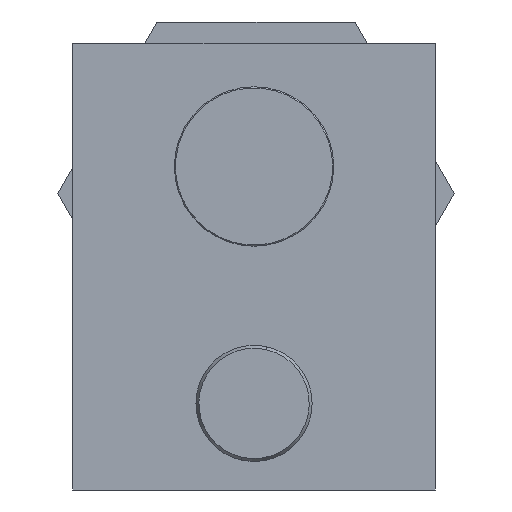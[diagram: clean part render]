
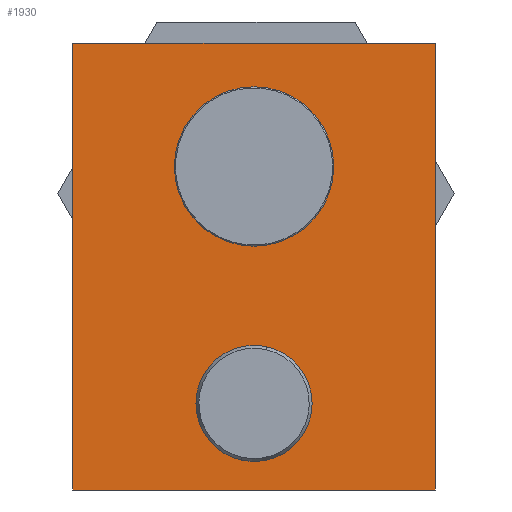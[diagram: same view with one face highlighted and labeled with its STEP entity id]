
A CAD part, front view. The second image highlights one B-rep face of the part: STEP entity #1930.
In plain terms, the highlighted planar face has unit normal (0, -1, 0).
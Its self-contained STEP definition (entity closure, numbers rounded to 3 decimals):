
#1232 = CARTESIAN_POINT ( 'NONE',  ( 0., 0., -6.9 ) ) ;
#1233 = CARTESIAN_POINT ( 'NONE',  ( 0., 0., -17.1 ) ) ;
#1234 = DIRECTION ( 'NONE',  ( 0., 0., 1. ) ) ;
#1235 = DIRECTION ( 'NONE',  ( 0., 1., 0. ) ) ;
#1236 = CARTESIAN_POINT ( 'NONE',  ( 0., 0., -12. ) ) ;
#1237 = AXIS2_PLACEMENT_3D ( 'NONE', #1236, #1235, #1234 ) ;
#1241 = CIRCLE ( 'NONE', #1237, 5.1 ) ;
#1256 = AXIS2_PLACEMENT_3D ( 'NONE', #1299, #1332, #1331 ) ;
#1257 = CIRCLE ( 'NONE', #1256, 7. ) ;
#1258 = CARTESIAN_POINT ( 'NONE',  ( 0., 0., 1.8 ) ) ;
#1299 = CARTESIAN_POINT ( 'NONE',  ( 0., 0., 8.8 ) ) ;
#1330 = CARTESIAN_POINT ( 'NONE',  ( 0., 0., 15.8 ) ) ;
#1331 = DIRECTION ( 'NONE',  ( 0., 0., 1. ) ) ;
#1332 = DIRECTION ( 'NONE',  ( 0., 1., 0. ) ) ;
#1372 = DIRECTION ( 'NONE',  ( 0., 1., 0. ) ) ;
#1386 = CARTESIAN_POINT ( 'NONE',  ( 15.9, 0., -19.6 ) ) ;
#1409 = DIRECTION ( 'NONE',  ( 1., 0., 0. ) ) ;
#1410 = VECTOR ( 'NONE', #1409, 1000. ) ;
#1411 = CARTESIAN_POINT ( 'NONE',  ( -15.9, 0., 19.6 ) ) ;
#1412 = LINE ( 'NONE', #1411, #1410 ) ;
#1413 = DIRECTION ( 'NONE',  ( 1., 0., 0. ) ) ;
#1414 = CARTESIAN_POINT ( 'NONE',  ( 0., 0., 8.8 ) ) ;
#1415 = AXIS2_PLACEMENT_3D ( 'NONE', #1414, #1372, #1671 ) ;
#1416 = CIRCLE ( 'NONE', #1415, 7. ) ;
#1417 = DIRECTION ( 'NONE',  ( 0., 0., 1. ) ) ;
#1418 = DIRECTION ( 'NONE',  ( 0., 1., 0. ) ) ;
#1419 = AXIS2_PLACEMENT_3D ( 'NONE', #1424, #1418, #1417 ) ;
#1420 = CIRCLE ( 'NONE', #1419, 5.1 ) ;
#1421 = DIRECTION ( 'NONE',  ( 0., 0., 1. ) ) ;
#1422 = DIRECTION ( 'NONE',  ( 0., 1., 0. ) ) ;
#1423 = CARTESIAN_POINT ( 'NONE',  ( -15.9, 0., 19.6 ) ) ;
#1424 = CARTESIAN_POINT ( 'NONE',  ( 0., 0., -12. ) ) ;
#1425 = AXIS2_PLACEMENT_3D ( 'NONE', #1423, #1422, #1421 ) ;
#1426 = PLANE ( 'NONE',  #1425 ) ;
#1427 = FACE_OUTER_BOUND ( 'NONE', #1939, .T. ) ;
#1428 = FACE_BOUND ( 'NONE', #1935, .T. ) ;
#1429 = FACE_BOUND ( 'NONE', #1931, .T. ) ;
#1434 = CARTESIAN_POINT ( 'NONE',  ( -15.9, 0., 19.6 ) ) ;
#1435 = DIRECTION ( 'NONE',  ( 0., 0., -1. ) ) ;
#1436 = VECTOR ( 'NONE', #1435, 1000. ) ;
#1437 = CARTESIAN_POINT ( 'NONE',  ( -15.9, 0., 19.6 ) ) ;
#1438 = LINE ( 'NONE', #1437, #1436 ) ;
#1439 = CARTESIAN_POINT ( 'NONE',  ( -15.9, 0., -19.6 ) ) ;
#1466 = DIRECTION ( 'NONE',  ( 0., 0., -1. ) ) ;
#1467 = VECTOR ( 'NONE', #1466, 1000. ) ;
#1468 = CARTESIAN_POINT ( 'NONE',  ( 15.9, 0., 19.6 ) ) ;
#1469 = LINE ( 'NONE', #1468, #1467 ) ;
#1470 = CARTESIAN_POINT ( 'NONE',  ( 15.9, 0., 19.6 ) ) ;
#1620 = VECTOR ( 'NONE', #1413, 1000. ) ;
#1621 = CARTESIAN_POINT ( 'NONE',  ( -15.9, 0., -19.6 ) ) ;
#1622 = LINE ( 'NONE', #1621, #1620 ) ;
#1671 = DIRECTION ( 'NONE',  ( 0., 0., 1. ) ) ;
#1704 = EDGE_CURVE ( 'NONE', #1705, #1706, #1241, .T. ) ;
#1705 = VERTEX_POINT ( 'NONE', #1233 ) ;
#1706 = VERTEX_POINT ( 'NONE', #1232 ) ;
#1718 = EDGE_CURVE ( 'NONE', #1719, #1720, #1257, .T. ) ;
#1719 = VERTEX_POINT ( 'NONE', #1258 ) ;
#1720 = VERTEX_POINT ( 'NONE', #1330 ) ;
#1859 = ORIENTED_EDGE ( 'NONE', *, *, #1860, .T. ) ;
#1860 = EDGE_CURVE ( 'NONE', #1923, #1889, #1622, .T. ) ;
#1861 = ORIENTED_EDGE ( 'NONE', *, *, #1898, .F. ) ;
#1862 = ORIENTED_EDGE ( 'NONE', *, *, #1863, .F. ) ;
#1863 = EDGE_CURVE ( 'NONE', #1926, #1896, #1412, .T. ) ;
#1864 = ORIENTED_EDGE ( 'NONE', *, *, #1925, .T. ) ;
#1889 = VERTEX_POINT ( 'NONE', #1386 ) ;
#1896 = VERTEX_POINT ( 'NONE', #1470 ) ;
#1898 = EDGE_CURVE ( 'NONE', #1896, #1889, #1469, .T. ) ;
#1923 = VERTEX_POINT ( 'NONE', #1439 ) ;
#1925 = EDGE_CURVE ( 'NONE', #1926, #1923, #1438, .T. ) ;
#1926 = VERTEX_POINT ( 'NONE', #1434 ) ;
#1930 = ADVANCED_FACE ( 'NONE', ( #1429, #1428, #1427 ), #1426, .F. ) ;
#1931 = EDGE_LOOP ( 'NONE', ( #1932, #1934 ) ) ;
#1932 = ORIENTED_EDGE ( 'NONE', *, *, #1933, .T. ) ;
#1933 = EDGE_CURVE ( 'NONE', #1706, #1705, #1420, .T. ) ;
#1934 = ORIENTED_EDGE ( 'NONE', *, *, #1704, .T. ) ;
#1935 = EDGE_LOOP ( 'NONE', ( #1936, #1938 ) ) ;
#1936 = ORIENTED_EDGE ( 'NONE', *, *, #1937, .T. ) ;
#1937 = EDGE_CURVE ( 'NONE', #1720, #1719, #1416, .T. ) ;
#1938 = ORIENTED_EDGE ( 'NONE', *, *, #1718, .T. ) ;
#1939 = EDGE_LOOP ( 'NONE', ( #1859, #1861, #1862, #1864 ) ) ;
